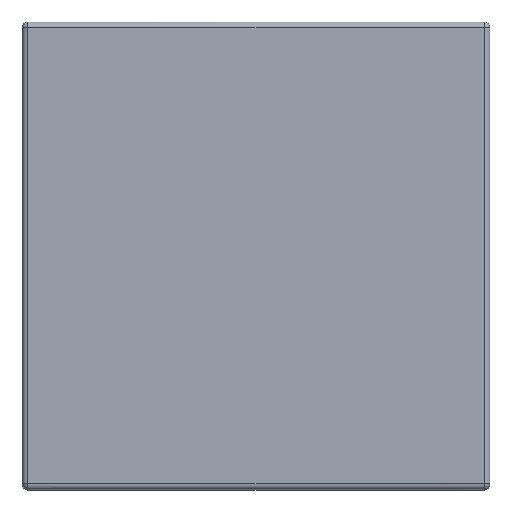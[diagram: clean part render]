
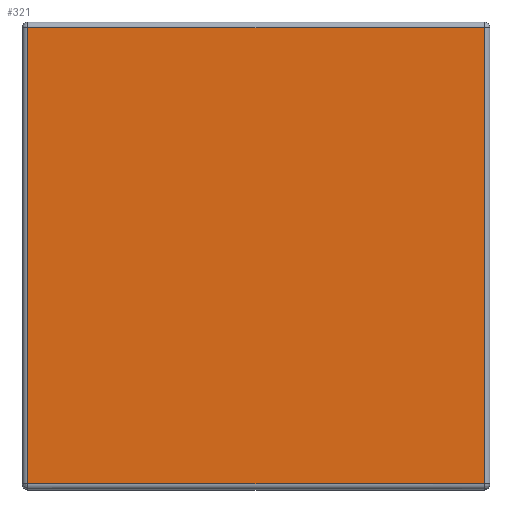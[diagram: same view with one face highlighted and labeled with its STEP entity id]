
A CAD part, top view. The second image highlights one B-rep face of the part: STEP entity #321.
In plain terms, the highlighted planar face has unit normal (0, 0, 1).
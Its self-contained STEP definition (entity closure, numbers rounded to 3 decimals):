
#321=ADVANCED_FACE('',(#455),#2382,.T.);
#455=FACE_OUTER_BOUND('',#593,.T.);
#593=EDGE_LOOP('',(#761,#762,#763,#764));
#761=ORIENTED_EDGE('',*,*,#1451,.T.);
#762=ORIENTED_EDGE('',*,*,#1452,.T.);
#763=ORIENTED_EDGE('',*,*,#1453,.T.);
#764=ORIENTED_EDGE('',*,*,#1454,.T.);
#1451=EDGE_CURVE('',#2141,#2142,#1884,.T.);
#1452=EDGE_CURVE('',#2142,#2143,#1885,.T.);
#1453=EDGE_CURVE('',#2143,#2144,#1886,.T.);
#1454=EDGE_CURVE('',#2144,#2141,#1887,.T.);
#1884=B_SPLINE_CURVE_WITH_KNOTS('',1,(#3167,#3168),.UNSPECIFIED.,.F.,.F.,
(2,2),(0.,0.039),.UNSPECIFIED.);
#1885=B_SPLINE_CURVE_WITH_KNOTS('',1,(#3169,#3170),.UNSPECIFIED.,.F.,.F.,
(2,2),(0.,0.039),.UNSPECIFIED.);
#1886=B_SPLINE_CURVE_WITH_KNOTS('',1,(#3171,#3172),.UNSPECIFIED.,.F.,.F.,
(2,2),(0.,0.039),.UNSPECIFIED.);
#1887=B_SPLINE_CURVE_WITH_KNOTS('',1,(#3173,#3174),.UNSPECIFIED.,.F.,.F.,
(2,2),(0.,0.039),.UNSPECIFIED.);
#2141=VERTEX_POINT('',#3071);
#2142=VERTEX_POINT('',#3072);
#2143=VERTEX_POINT('',#3073);
#2144=VERTEX_POINT('',#3074);
#2382=PLANE('',#2556);
#2556=AXIS2_PLACEMENT_3D('',#2820,#2688,$);
#2688=DIRECTION('',(0.,0.,1.));
#2820=CARTESIAN_POINT('',(-592.16,554.934,-33.419));
#3071=CARTESIAN_POINT('',(50.8,-88.026,-33.419));
#3072=CARTESIAN_POINT('',(50.8,-49.026,-33.419));
#3073=CARTESIAN_POINT('',(11.8,-49.026,-33.419));
#3074=CARTESIAN_POINT('',(11.8,-88.026,-33.419));
#3167=CARTESIAN_POINT('',(50.8,-88.026,-33.419));
#3168=CARTESIAN_POINT('',(50.8,-49.026,-33.419));
#3169=CARTESIAN_POINT('',(50.8,-49.026,-33.419));
#3170=CARTESIAN_POINT('',(11.8,-49.026,-33.419));
#3171=CARTESIAN_POINT('',(11.8,-49.026,-33.419));
#3172=CARTESIAN_POINT('',(11.8,-88.026,-33.419));
#3173=CARTESIAN_POINT('',(11.8,-88.026,-33.419));
#3174=CARTESIAN_POINT('',(50.8,-88.026,-33.419));
